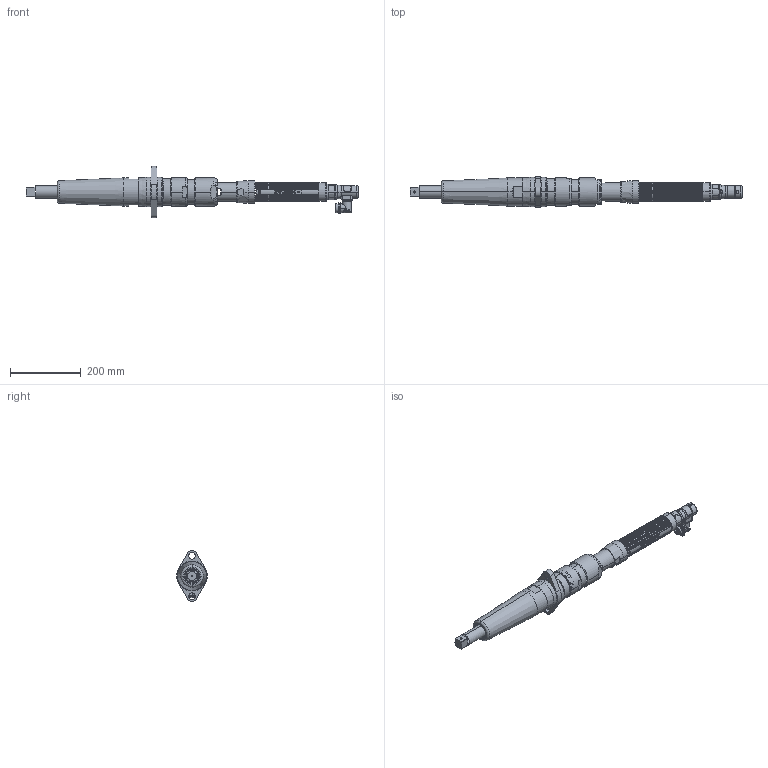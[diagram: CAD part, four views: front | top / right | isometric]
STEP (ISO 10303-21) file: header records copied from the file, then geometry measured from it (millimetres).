
FILE_DESCRIPTION((''),'2;1');
FILE_NAME('EB55MB4F2-620R','2018-02-23T',('CEG0317'),(''),'PRO/ENGINEER BY PARAMETRIC TECHNOLOGY CORPORATION, 2010430','PRO/ENGINEER BY PARAMETRIC TECHNOLOGY CORPORATION, 2010430','');
FILE_SCHEMA(('CONFIG_CONTROL_DESIGN'));
Length unit declared in the file: inch
Products named in the file (1): EB55MB4F2-620R
Bounding box: 935.42 x 87.38 x 144.48 mm (x, y, z)
Surface area: 238071.6 mm2 (no closed solid volume)
Topology: 0 solids, 83 shells, 1045 faces, 3934 edges, 2889 vertices
Faces by surface type: plane 760, cylinder 195, torus 32, cone 28, bspline 18, extrusion 12
Entity records: 47583 total; most frequent: CARTESIAN_POINT 16275, DIRECTION 5972, ORIENTED_EDGE 5763, EDGE_CURVE 3934, VERTEX_POINT 2889, VECTOR 2758, LINE 2746, AXIS2_PLACEMENT_3D 1607
